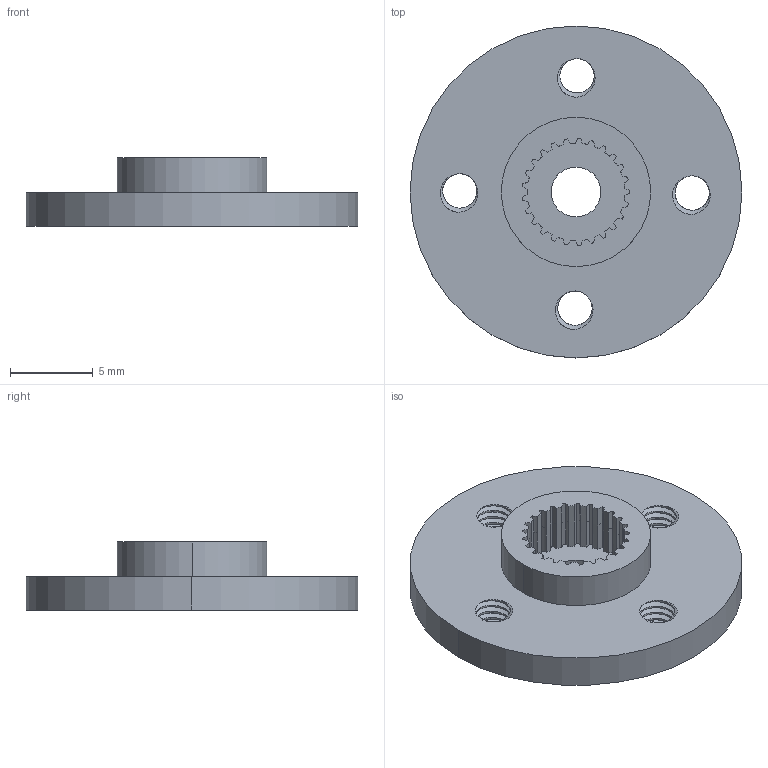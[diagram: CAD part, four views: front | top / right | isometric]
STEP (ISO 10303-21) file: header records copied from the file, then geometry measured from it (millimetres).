
FILE_DESCRIPTION (( 'STEP AP203' ), '1' );
FILE_NAME ('Rueda arriba_Default_sldprt.STEP', '2023-11-06T02:32:03', ( '' ), ( '' ), 'SwSTEP 2.0', 'SolidWorks 2023', '' );
FILE_SCHEMA (( 'CONFIG_CONTROL_DESIGN' ));
Length unit declared in the file: millimetre
Products named in the file (1): Rueda arriba_Default_sldprt
Bounding box: 20 x 20 x 4.1 mm (x, y, z)
Volume: 632.6 mm3; surface area: 957.7 mm2
Topology: 1 solids, 1 shells, 257 faces, 759 edges, 506 vertices
Faces by surface type: cylinder 145, bspline 108, plane 4
Entity records: 19966 total; most frequent: CARTESIAN_POINT 13977, ORIENTED_EDGE 1518, DIRECTION 797, EDGE_CURVE 759, VERTEX_POINT 506, B_SPLINE_CURVE_WITH_KNOTS 392, AXIS2_PLACEMENT_3D 280, EDGE_LOOP 269
